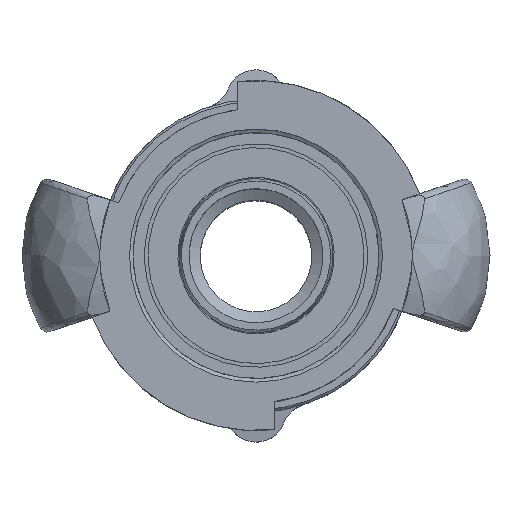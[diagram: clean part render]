
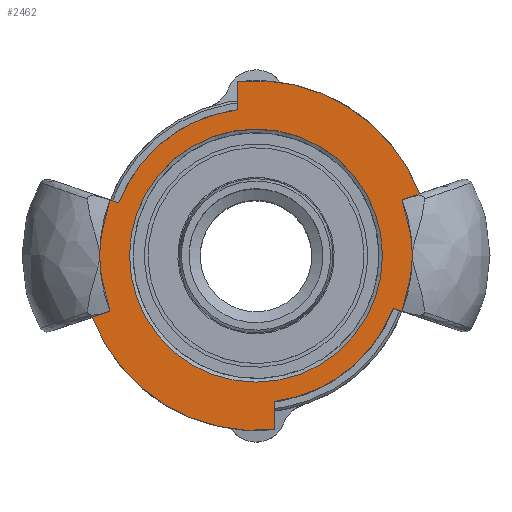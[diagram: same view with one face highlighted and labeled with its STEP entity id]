
A CAD part, top view. The second image highlights one B-rep face of the part: STEP entity #2462.
In plain terms, the highlighted planar face has unit normal (0, 0, 1).
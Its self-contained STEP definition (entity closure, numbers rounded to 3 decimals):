
#173=LINE('',#4611,#287);
#174=LINE('',#4615,#288);
#175=LINE('',#4618,#289);
#176=LINE('',#4620,#290);
#177=LINE('',#4624,#291);
#178=LINE('',#4627,#292);
#287=VECTOR('',#3284,10.);
#288=VECTOR('',#3287,10.);
#289=VECTOR('',#3290,10.);
#290=VECTOR('',#3291,10.);
#291=VECTOR('',#3294,10.);
#292=VECTOR('',#3297,10.);
#427=FACE_BOUND('',#655,.T.);
#505=FACE_OUTER_BOUND('',#654,.T.);
#654=EDGE_LOOP('',(#1932,#1933,#1934,#1935,#1936,#1937,#1938,#1939,#1940,
#1941,#1942,#1943));
#655=EDGE_LOOP('',(#1944,#1945));
#820=CIRCLE('',#2709,17.);
#821=CIRCLE('',#2710,17.);
#832=CIRCLE('',#2725,19.75);
#835=CIRCLE('',#2729,19.75);
#838=CIRCLE('',#2734,25.5);
#839=CIRCLE('',#2735,23.497);
#840=CIRCLE('',#2736,25.5);
#841=CIRCLE('',#2737,23.5);
#1023=VERTEX_POINT('',#4152);
#1024=VERTEX_POINT('',#4153);
#1049=VERTEX_POINT('',#4495);
#1050=VERTEX_POINT('',#4497);
#1056=VERTEX_POINT('',#4545);
#1057=VERTEX_POINT('',#4547);
#1064=VERTEX_POINT('',#4610);
#1065=VERTEX_POINT('',#4612);
#1066=VERTEX_POINT('',#4614);
#1067=VERTEX_POINT('',#4616);
#1068=VERTEX_POINT('',#4619);
#1069=VERTEX_POINT('',#4621);
#1070=VERTEX_POINT('',#4623);
#1071=VERTEX_POINT('',#4625);
#1324=EDGE_CURVE('',#1023,#1024,#820,.T.);
#1325=EDGE_CURVE('',#1024,#1023,#821,.T.);
#1357=EDGE_CURVE('',#1049,#1050,#832,.T.);
#1365=EDGE_CURVE('',#1056,#1057,#835,.T.);
#1373=EDGE_CURVE('',#1064,#1056,#173,.T.);
#1374=EDGE_CURVE('',#1065,#1064,#838,.T.);
#1375=EDGE_CURVE('',#1066,#1065,#174,.T.);
#1376=EDGE_CURVE('',#1066,#1067,#839,.T.);
#1377=EDGE_CURVE('',#1067,#1050,#175,.T.);
#1378=EDGE_CURVE('',#1068,#1049,#176,.T.);
#1379=EDGE_CURVE('',#1069,#1068,#840,.T.);
#1380=EDGE_CURVE('',#1070,#1069,#177,.T.);
#1381=EDGE_CURVE('',#1070,#1071,#841,.T.);
#1382=EDGE_CURVE('',#1071,#1057,#178,.T.);
#1932=ORIENTED_EDGE('',*,*,#1373,.F.);
#1933=ORIENTED_EDGE('',*,*,#1374,.F.);
#1934=ORIENTED_EDGE('',*,*,#1375,.F.);
#1935=ORIENTED_EDGE('',*,*,#1376,.T.);
#1936=ORIENTED_EDGE('',*,*,#1377,.T.);
#1937=ORIENTED_EDGE('',*,*,#1357,.F.);
#1938=ORIENTED_EDGE('',*,*,#1378,.F.);
#1939=ORIENTED_EDGE('',*,*,#1379,.F.);
#1940=ORIENTED_EDGE('',*,*,#1380,.F.);
#1941=ORIENTED_EDGE('',*,*,#1381,.T.);
#1942=ORIENTED_EDGE('',*,*,#1382,.T.);
#1943=ORIENTED_EDGE('',*,*,#1365,.F.);
#1944=ORIENTED_EDGE('',*,*,#1324,.T.);
#1945=ORIENTED_EDGE('',*,*,#1325,.T.);
#2235=PLANE('',#2733);
#2462=ADVANCED_FACE('',(#505,#427),#2235,.F.);
#2709=AXIS2_PLACEMENT_3D('',#4154,#3225,#3226);
#2710=AXIS2_PLACEMENT_3D('',#4155,#3227,#3228);
#2725=AXIS2_PLACEMENT_3D('',#4498,#3261,#3262);
#2729=AXIS2_PLACEMENT_3D('',#4548,#3272,#3273);
#2733=AXIS2_PLACEMENT_3D('',#4609,#3282,#3283);
#2734=AXIS2_PLACEMENT_3D('',#4613,#3285,#3286);
#2735=AXIS2_PLACEMENT_3D('',#4617,#3288,#3289);
#2736=AXIS2_PLACEMENT_3D('',#4622,#3292,#3293);
#2737=AXIS2_PLACEMENT_3D('',#4626,#3295,#3296);
#3225=DIRECTION('center_axis',(0.,0.,
-1.));
#3226=DIRECTION('ref_axis',(-1.,0.,0.));
#3227=DIRECTION('center_axis',(0.,0.,
-1.));
#3228=DIRECTION('ref_axis',(-1.,0.,0.));
#3261=DIRECTION('center_axis',(0.,0.,
-1.));
#3262=DIRECTION('ref_axis',(1.,0.,0.));
#3272=DIRECTION('center_axis',(0.,0.,
-1.));
#3273=DIRECTION('ref_axis',(1.,0.,0.));
#3282=DIRECTION('center_axis',(0.,0.,
-1.));
#3283=DIRECTION('ref_axis',(1.,0.,0.));
#3284=DIRECTION('',(0.948,-0.319,0.));
#3285=DIRECTION('center_axis',(0.,0.,
-1.));
#3286=DIRECTION('ref_axis',(0.,1.,0.));
#3287=DIRECTION('',(-0.948,-0.319,0.));
#3288=DIRECTION('center_axis',(0.,0.,
1.));
#3289=DIRECTION('ref_axis',(-0.936,-0.353,0.));
#3290=DIRECTION('',(0.,1.,0.));
#3291=DIRECTION('',(-0.948,0.319,0.));
#3292=DIRECTION('center_axis',(0.,0.,
-1.));
#3293=DIRECTION('ref_axis',(0.,1.,0.));
#3294=DIRECTION('',(0.948,0.319,0.));
#3295=DIRECTION('center_axis',(0.,0.,
1.));
#3296=DIRECTION('ref_axis',(0.936,0.353,0.));
#3297=DIRECTION('',(0.,-1.,0.));
#4152=CARTESIAN_POINT('',(-17.,0.,1.162));
#4153=CARTESIAN_POINT('',(17.,0.,1.162));
#4154=CARTESIAN_POINT('Origin',(0.,0.,
1.162));
#4155=CARTESIAN_POINT('Origin',(0.,0.,
1.162));
#4495=CARTESIAN_POINT('',(18.429,-7.101,1.162));
#4497=CARTESIAN_POINT('',(2.5,-19.591,1.162));
#4498=CARTESIAN_POINT('Origin',(0.,0.,
1.162));
#4545=CARTESIAN_POINT('',(-18.429,7.101,1.162));
#4547=CARTESIAN_POINT('',(-2.5,19.591,1.162));
#4548=CARTESIAN_POINT('Origin',(0.,0.,
1.162));
#4609=CARTESIAN_POINT('Origin',(0.,12.75,1.162));
#4610=CARTESIAN_POINT('',(-23.883,8.937,1.162));
#4611=CARTESIAN_POINT('',(-16.054,6.301,1.162));
#4612=CARTESIAN_POINT('',(-23.883,-8.937,1.162));
#4613=CARTESIAN_POINT('Origin',(0.,0.,
1.162));
#4614=CARTESIAN_POINT('',(-21.984,-8.298,1.162));
#4615=CARTESIAN_POINT('',(-7.151,-3.302,1.162));
#4616=CARTESIAN_POINT('',(2.5,-23.364,1.162));
#4617=CARTESIAN_POINT('Origin',(0.,0.,
1.162));
#4618=CARTESIAN_POINT('',(2.5,0.,1.162));
#4619=CARTESIAN_POINT('',(23.883,-8.937,1.162));
#4620=CARTESIAN_POINT('',(12.197,-5.002,1.162));
#4621=CARTESIAN_POINT('',(23.883,8.937,1.162));
#4622=CARTESIAN_POINT('Origin',(0.,0.,
1.162));
#4623=CARTESIAN_POINT('',(21.986,8.299,1.162));
#4624=CARTESIAN_POINT('',(11.008,4.601,1.162));
#4625=CARTESIAN_POINT('',(-2.5,23.367,1.162));
#4626=CARTESIAN_POINT('Origin',(0.,0.,
1.162));
#4627=CARTESIAN_POINT('',(-2.5,0.,1.162));
